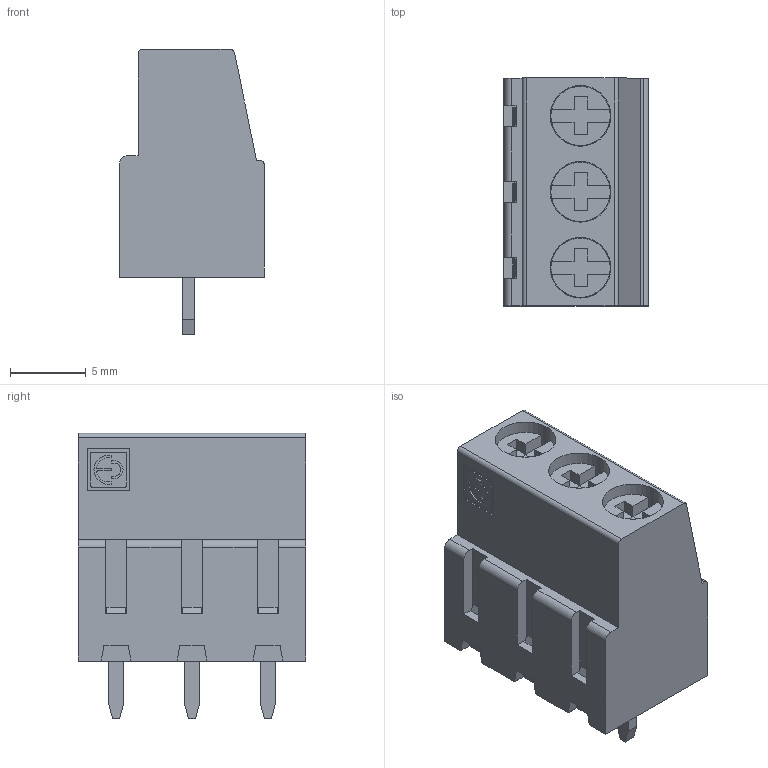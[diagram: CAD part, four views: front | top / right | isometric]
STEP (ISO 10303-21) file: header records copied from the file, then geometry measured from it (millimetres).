
FILE_DESCRIPTION(('STEP AP214'),'1');
FILE_NAME('ML253-5-V-L.stp','2024-01-26T15:32:09',(' '),(' '),'Spatial InterOp 3D',' ',' ');
FILE_SCHEMA(('AUTOMOTIVE_DESIGN { 1 0 10303 214 1 1 1 1 }'));
Length unit declared in the file: metre
Products named in the file (1): 1706277902
Bounding box: 9.5 x 15 x 18.8 mm (x, y, z)
Volume: 1622.3 mm3; surface area: 1444.7 mm2
Topology: 1 solids, 1 shells, 220 faces, 587 edges, 385 vertices
Faces by surface type: plane 190, cylinder 30
Full cylindrical faces by diameter (mm): 3.9 x3, 4 x3
Entity records: 8449 total; most frequent: CARTESIAN_POINT 1175, ORIENTED_EDGE 1150, DIRECTION 1086, EDGE_CURVE 575, LINE 506, VECTOR 506, VERTEX_POINT 379, AXIS2_PLACEMENT_3D 290
